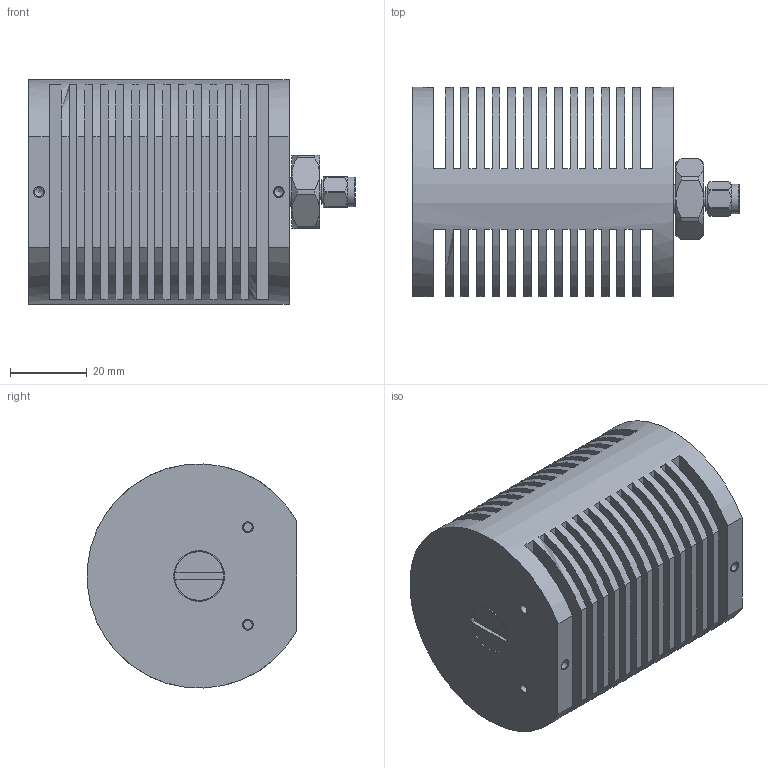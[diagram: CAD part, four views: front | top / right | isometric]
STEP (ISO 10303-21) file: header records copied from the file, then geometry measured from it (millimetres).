
FILE_DESCRIPTION (( 'STEP AP203' ), '1' );
FILE_NAME ('PE6203_3D.step', '2021-12-09T23:48:11', ( '' ), ( '' ), 'SwSTEP 2.0', 'SolidWorks 2021', '' );
FILE_SCHEMA (( 'CONFIG_CONTROL_DESIGN' ));
Length unit declared in the file: inch
Products named in the file (1): PE6203_3D
Bounding box: 85.09 x 54.51 x 58.38 mm (x, y, z)
Volume: 127001.8 mm3; surface area: 65833.5 mm2
Topology: 1 solids, 1 shells, 535 faces, 1395 edges, 930 vertices
Faces by surface type: plane 373, bspline 93, cylinder 48, cone 21
Full cylindrical faces by diameter (mm): 0.94 x1, 1.194 x1, 2.261 x6, 2.845 x6, 4.216 x1, 4.445 x1, 6.35 x7, 6.604 x1, 7.572 x1, 7.762 x1, 12.7 x1, 13.208 x1
Entity records: 22099 total; most frequent: CARTESIAN_POINT 9715, ORIENTED_EDGE 2692, DIRECTION 2157, EDGE_CURVE 1346, VERTEX_POINT 919, LINE 905, VECTOR 905, EDGE_LOOP 637
